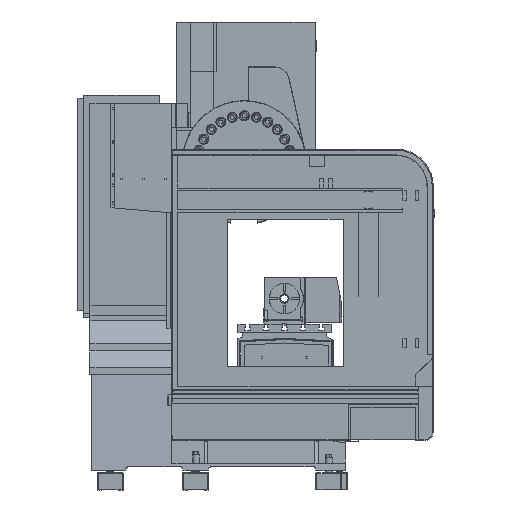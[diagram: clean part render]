
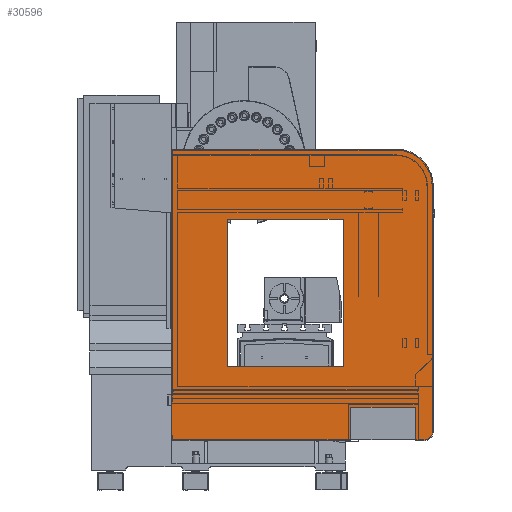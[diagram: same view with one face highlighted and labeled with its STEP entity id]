
A CAD part, left-side view. The second image highlights one B-rep face of the part: STEP entity #30596.
In plain terms, the highlighted planar face has unit normal (-1, 0, 0).
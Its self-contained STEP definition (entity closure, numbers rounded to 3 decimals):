
#27487 = VERTEX_POINT('',#27488);
#27488 = CARTESIAN_POINT('',(-1232.005,611.168,
    -630.203));
#27494 = EDGE_CURVE('',#27495,#27487,#27497,.T.);
#27495 = VERTEX_POINT('',#27496);
#27496 = CARTESIAN_POINT('',(-1232.005,611.168,
    949.797));
#27497 = LINE('',#27498,#27499);
#27498 = CARTESIAN_POINT('',(-1232.005,611.168,
    949.797));
#27499 = VECTOR('',#27500,1.);
#27500 = DIRECTION('',(0.,0.,-1.));
#30596 = ADVANCED_FACE('',(#30597,#30672),#30706,.T.);
#30597 = FACE_BOUND('',#30598,.T.);
#30598 = EDGE_LOOP('',(#30599,#30600,#30608,#30616,#30624,#30632,#30640,
    #30649,#30657,#30666));
#30599 = ORIENTED_EDGE('',*,*,#27494,.T.);
#30600 = ORIENTED_EDGE('',*,*,#30601,.T.);
#30601 = EDGE_CURVE('',#27487,#30602,#30604,.T.);
#30602 = VERTEX_POINT('',#30603);
#30603 = CARTESIAN_POINT('',(-1232.005,-360.832,
    -630.203));
#30604 = LINE('',#30605,#30606);
#30605 = CARTESIAN_POINT('',(-1232.005,611.168,
    -630.203));
#30606 = VECTOR('',#30607,1.);
#30607 = DIRECTION('',(0.,-1.,0.));
#30608 = ORIENTED_EDGE('',*,*,#30609,.T.);
#30609 = EDGE_CURVE('',#30602,#30610,#30612,.T.);
#30610 = VERTEX_POINT('',#30611);
#30611 = CARTESIAN_POINT('',(-1232.005,-360.832,
    -451.203));
#30612 = LINE('',#30613,#30614);
#30613 = CARTESIAN_POINT('',(-1232.005,-360.832,
    -630.203));
#30614 = VECTOR('',#30615,1.);
#30615 = DIRECTION('',(0.,0.,1.));
#30616 = ORIENTED_EDGE('',*,*,#30617,.T.);
#30617 = EDGE_CURVE('',#30610,#30618,#30620,.T.);
#30618 = VERTEX_POINT('',#30619);
#30619 = CARTESIAN_POINT('',(-1232.005,-710.832,
    -451.203));
#30620 = LINE('',#30621,#30622);
#30621 = CARTESIAN_POINT('',(-1232.005,-360.832,
    -451.203));
#30622 = VECTOR('',#30623,1.);
#30623 = DIRECTION('',(0.,-1.,0.));
#30624 = ORIENTED_EDGE('',*,*,#30625,.T.);
#30625 = EDGE_CURVE('',#30618,#30626,#30628,.T.);
#30626 = VERTEX_POINT('',#30627);
#30627 = CARTESIAN_POINT('',(-1232.005,-710.832,
    -630.203));
#30628 = LINE('',#30629,#30630);
#30629 = CARTESIAN_POINT('',(-1232.005,-710.832,
    -451.203));
#30630 = VECTOR('',#30631,1.);
#30631 = DIRECTION('',(0.,0.,-1.));
#30632 = ORIENTED_EDGE('',*,*,#30633,.T.);
#30633 = EDGE_CURVE('',#30626,#30634,#30636,.T.);
#30634 = VERTEX_POINT('',#30635);
#30635 = CARTESIAN_POINT('',(-1232.005,-756.832,
    -630.203));
#30636 = LINE('',#30637,#30638);
#30637 = CARTESIAN_POINT('',(-1232.005,-710.832,
    -630.203));
#30638 = VECTOR('',#30639,1.);
#30639 = DIRECTION('',(0.,-1.,0.));
#30640 = ORIENTED_EDGE('',*,*,#30641,.T.);
#30641 = EDGE_CURVE('',#30634,#30642,#30644,.T.);
#30642 = VERTEX_POINT('',#30643);
#30643 = CARTESIAN_POINT('',(-1232.005,-806.832,
    -580.203));
#30644 = CIRCLE('',#30645,50.);
#30645 = AXIS2_PLACEMENT_3D('',#30646,#30647,#30648);
#30646 = CARTESIAN_POINT('',(-1232.005,-756.832,
    -580.203));
#30647 = DIRECTION('',(-1.,0.,0.));
#30648 = DIRECTION('',(0.,-1.,0.));
#30649 = ORIENTED_EDGE('',*,*,#30650,.T.);
#30650 = EDGE_CURVE('',#30642,#30651,#30653,.T.);
#30651 = VERTEX_POINT('',#30652);
#30652 = CARTESIAN_POINT('',(-1232.005,-806.832,
    749.797));
#30653 = LINE('',#30654,#30655);
#30654 = CARTESIAN_POINT('',(-1232.005,-806.832,
    -580.203));
#30655 = VECTOR('',#30656,1.);
#30656 = DIRECTION('',(0.,0.,1.));
#30657 = ORIENTED_EDGE('',*,*,#30658,.T.);
#30658 = EDGE_CURVE('',#30651,#30659,#30661,.T.);
#30659 = VERTEX_POINT('',#30660);
#30660 = CARTESIAN_POINT('',(-1232.005,-606.832,
    949.797));
#30661 = CIRCLE('',#30662,200.);
#30662 = AXIS2_PLACEMENT_3D('',#30663,#30664,#30665);
#30663 = CARTESIAN_POINT('',(-1232.005,-606.832,
    749.797));
#30664 = DIRECTION('',(-1.,0.,0.));
#30665 = DIRECTION('',(0.,-1.,0.));
#30666 = ORIENTED_EDGE('',*,*,#30667,.T.);
#30667 = EDGE_CURVE('',#30659,#27495,#30668,.T.);
#30668 = LINE('',#30669,#30670);
#30669 = CARTESIAN_POINT('',(-1232.005,-606.832,
    949.797));
#30670 = VECTOR('',#30671,1.);
#30671 = DIRECTION('',(0.,1.,0.));
#30672 = FACE_BOUND('',#30673,.T.);
#30673 = EDGE_LOOP('',(#30674,#30684,#30692,#30700));
#30674 = ORIENTED_EDGE('',*,*,#30675,.T.);
#30675 = EDGE_CURVE('',#30676,#30678,#30680,.T.);
#30676 = VERTEX_POINT('',#30677);
#30677 = CARTESIAN_POINT('',(-1232.005,-318.832,
    569.797));
#30678 = VERTEX_POINT('',#30679);
#30679 = CARTESIAN_POINT('',(-1232.005,-318.832,
    -230.203));
#30680 = LINE('',#30681,#30682);
#30681 = CARTESIAN_POINT('',(-1232.005,-318.832,
    569.797));
#30682 = VECTOR('',#30683,1.);
#30683 = DIRECTION('',(0.,0.,-1.));
#30684 = ORIENTED_EDGE('',*,*,#30685,.T.);
#30685 = EDGE_CURVE('',#30678,#30686,#30688,.T.);
#30686 = VERTEX_POINT('',#30687);
#30687 = CARTESIAN_POINT('',(-1232.005,311.168,
    -230.203));
#30688 = LINE('',#30689,#30690);
#30689 = CARTESIAN_POINT('',(-1232.005,-318.832,
    -230.203));
#30690 = VECTOR('',#30691,1.);
#30691 = DIRECTION('',(0.,1.,0.));
#30692 = ORIENTED_EDGE('',*,*,#30693,.T.);
#30693 = EDGE_CURVE('',#30686,#30694,#30696,.T.);
#30694 = VERTEX_POINT('',#30695);
#30695 = CARTESIAN_POINT('',(-1232.005,311.168,
    569.797));
#30696 = LINE('',#30697,#30698);
#30697 = CARTESIAN_POINT('',(-1232.005,311.168,
    -230.203));
#30698 = VECTOR('',#30699,1.);
#30699 = DIRECTION('',(0.,0.,1.));
#30700 = ORIENTED_EDGE('',*,*,#30701,.T.);
#30701 = EDGE_CURVE('',#30694,#30676,#30702,.T.);
#30702 = LINE('',#30703,#30704);
#30703 = CARTESIAN_POINT('',(-1232.005,311.168,
    569.797));
#30704 = VECTOR('',#30705,1.);
#30705 = DIRECTION('',(0.,-1.,0.));
#30706 = PLANE('',#30707);
#30707 = AXIS2_PLACEMENT_3D('',#30708,#30709,#30710);
#30708 = CARTESIAN_POINT('',(-1232.005,-606.832,
    749.797));
#30709 = DIRECTION('',(-1.,0.,0.));
#30710 = DIRECTION('',(0.,1.,0.));
